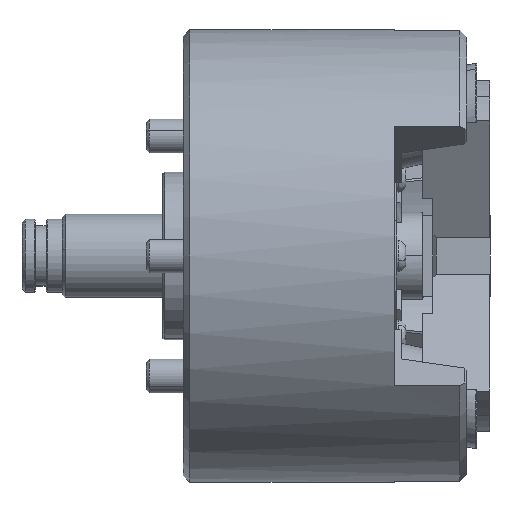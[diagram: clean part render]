
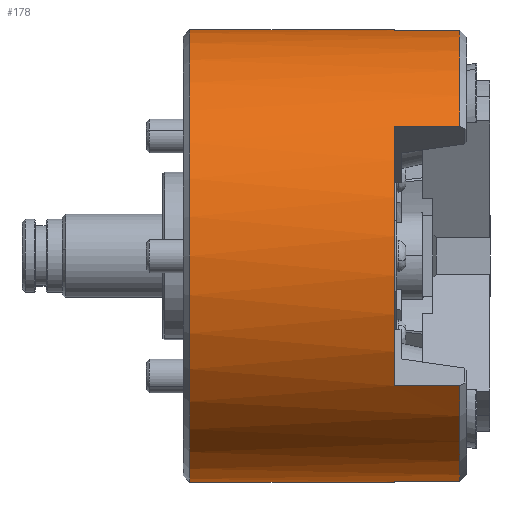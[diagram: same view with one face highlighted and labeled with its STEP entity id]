
A CAD part, front view. The second image highlights one B-rep face of the part: STEP entity #178.
In plain terms, the highlighted cylindrical face has radius 67.5 mm (diameter 135 mm), a partial arc.
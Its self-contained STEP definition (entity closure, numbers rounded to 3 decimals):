
#20 = ORIENTED_EDGE ( 'NONE', *, *, #3170, .T. ) ;
#71 = DIRECTION ( 'NONE',  ( -1., 0., 0. ) ) ;
#103 = CARTESIAN_POINT ( 'NONE',  ( 0., -55.293, -38.716 ) ) ;
#178 = ADVANCED_FACE ( 'NONE', ( #790 ), #7289, .T. ) ;
#414 = ORIENTED_EDGE ( 'NONE', *, *, #4570, .T. ) ;
#444 = CARTESIAN_POINT ( 'NONE',  ( 0., -5.883, -67.243 ) ) ;
#499 = DIRECTION ( 'NONE',  ( 0., 0., 1. ) ) ;
#510 = DIRECTION ( 'NONE',  ( -1., 0., 0. ) ) ;
#512 = CARTESIAN_POINT ( 'NONE',  ( 63., 0., 0. ) ) ;
#544 = AXIS2_PLACEMENT_3D ( 'NONE', #758, #865, #1007 ) ;
#733 = EDGE_CURVE ( 'NONE', #5551, #1404, #3370, .T. ) ;
#758 = CARTESIAN_POINT ( 'NONE',  ( 0., 0., 0. ) ) ;
#788 = EDGE_CURVE ( 'NONE', #10001, #2492, #10200, .T. ) ;
#790 = FACE_OUTER_BOUND ( 'NONE', #8177, .T. ) ;
#814 = VECTOR ( 'NONE', #71, 1000. ) ;
#831 = CARTESIAN_POINT ( 'NONE',  ( 63., 0., -67.5 ) ) ;
#865 = DIRECTION ( 'NONE',  ( -1., 0., 0. ) ) ;
#927 = EDGE_CURVE ( 'NONE', #6698, #10001, #1811, .T. ) ;
#1007 = DIRECTION ( 'NONE',  ( 0., 0., 1. ) ) ;
#1239 = DIRECTION ( 'NONE',  ( 1., 0., 0. ) ) ;
#1258 = CIRCLE ( 'NONE', #10331, 67.5 ) ;
#1402 = VECTOR ( 'NONE', #3794, 1000. ) ;
#1404 = VERTEX_POINT ( 'NONE', #8253 ) ;
#1601 = VERTEX_POINT ( 'NONE', #7357 ) ;
#1691 = ORIENTED_EDGE ( 'NONE', *, *, #2954, .T. ) ;
#1806 = ORIENTED_EDGE ( 'NONE', *, *, #4943, .T. ) ;
#1811 = LINE ( 'NONE', #7003, #2382 ) ;
#2013 = ORIENTED_EDGE ( 'NONE', *, *, #8740, .T. ) ;
#2071 = CARTESIAN_POINT ( 'NONE',  ( 82.5, -55.293, -38.716 ) ) ;
#2095 = CARTESIAN_POINT ( 'NONE',  ( 63., -55.293, 38.716 ) ) ;
#2207 = EDGE_CURVE ( 'NONE', #2743, #9487, #3125, .T. ) ;
#2361 = CARTESIAN_POINT ( 'NONE',  ( 2., 0., -67.5 ) ) ;
#2382 = VECTOR ( 'NONE', #7106, 1000. ) ;
#2492 = VERTEX_POINT ( 'NONE', #10221 ) ;
#2732 = EDGE_CURVE ( 'NONE', #2492, #8382, #7903, .T. ) ;
#2743 = VERTEX_POINT ( 'NONE', #2095 ) ;
#2785 = LINE ( 'NONE', #4590, #3285 ) ;
#2915 = LINE ( 'NONE', #444, #5722 ) ;
#2954 = EDGE_CURVE ( 'NONE', #1601, #6832, #2915, .T. ) ;
#2994 = ORIENTED_EDGE ( 'NONE', *, *, #788, .T. ) ;
#3043 = VECTOR ( 'NONE', #5402, 1000. ) ;
#3108 = ORIENTED_EDGE ( 'NONE', *, *, #6777, .F. ) ;
#3125 = LINE ( 'NONE', #5461, #3043 ) ;
#3170 = EDGE_CURVE ( 'NONE', #8382, #4268, #9600, .T. ) ;
#3285 = VECTOR ( 'NONE', #4395, 1000. ) ;
#3370 = LINE ( 'NONE', #103, #814 ) ;
#3552 = AXIS2_PLACEMENT_3D ( 'NONE', #6948, #6919, #9735 ) ;
#3794 = DIRECTION ( 'NONE',  ( -1., 0., 0. ) ) ;
#4035 = CARTESIAN_POINT ( 'NONE',  ( 82.5, -5.883, -67.243 ) ) ;
#4268 = VERTEX_POINT ( 'NONE', #2361 ) ;
#4395 = DIRECTION ( 'NONE',  ( -1., 0., 0. ) ) ;
#4570 = EDGE_CURVE ( 'NONE', #1404, #2743, #6865, .T. ) ;
#4590 = CARTESIAN_POINT ( 'NONE',  ( 0., 0., -67.5 ) ) ;
#4898 = VERTEX_POINT ( 'NONE', #831 ) ;
#4943 = EDGE_CURVE ( 'NONE', #9487, #6698, #5443, .T. ) ;
#5124 = DIRECTION ( 'NONE',  ( 0., 0., 1. ) ) ;
#5132 = DIRECTION ( 'NONE',  ( -1., 0., 0. ) ) ;
#5142 = CARTESIAN_POINT ( 'NONE',  ( 82.5, -5.883, 67.243 ) ) ;
#5143 = CARTESIAN_POINT ( 'NONE',  ( 82.5, 0., 0. ) ) ;
#5307 = CARTESIAN_POINT ( 'NONE',  ( 0., 0., 67.5 ) ) ;
#5402 = DIRECTION ( 'NONE',  ( 1., 0., 0. ) ) ;
#5437 = ORIENTED_EDGE ( 'NONE', *, *, #2207, .T. ) ;
#5443 = CIRCLE ( 'NONE', #8445, 67.5 ) ;
#5461 = CARTESIAN_POINT ( 'NONE',  ( 0., -55.293, 38.716 ) ) ;
#5551 = VERTEX_POINT ( 'NONE', #2071 ) ;
#5651 = CARTESIAN_POINT ( 'NONE',  ( 82.5, -55.293, 38.716 ) ) ;
#5722 = VECTOR ( 'NONE', #1239, 1000. ) ;
#5824 = ORIENTED_EDGE ( 'NONE', *, *, #2732, .T. ) ;
#6484 = AXIS2_PLACEMENT_3D ( 'NONE', #512, #510, #499 ) ;
#6546 = DIRECTION ( 'NONE',  ( 0., 0., 1. ) ) ;
#6564 = DIRECTION ( 'NONE',  ( -1., 0., 0. ) ) ;
#6595 = CARTESIAN_POINT ( 'NONE',  ( 63., 0., 0. ) ) ;
#6698 = VERTEX_POINT ( 'NONE', #5142 ) ;
#6700 = CARTESIAN_POINT ( 'NONE',  ( 63., -5.883, 67.243 ) ) ;
#6777 = EDGE_CURVE ( 'NONE', #4898, #4268, #2785, .T. ) ;
#6832 = VERTEX_POINT ( 'NONE', #4035 ) ;
#6865 = CIRCLE ( 'NONE', #6484, 67.5 ) ;
#6919 = DIRECTION ( 'NONE',  ( 1., 0., 0. ) ) ;
#6948 = CARTESIAN_POINT ( 'NONE',  ( 2., 0., 0. ) ) ;
#7003 = CARTESIAN_POINT ( 'NONE',  ( 0., -5.883, 67.243 ) ) ;
#7065 = ORIENTED_EDGE ( 'NONE', *, *, #733, .T. ) ;
#7106 = DIRECTION ( 'NONE',  ( -1., 0., 0. ) ) ;
#7289 = CYLINDRICAL_SURFACE ( 'NONE', #544, 67.5 ) ;
#7357 = CARTESIAN_POINT ( 'NONE',  ( 63., -5.883, -67.243 ) ) ;
#7820 = DIRECTION ( 'NONE',  ( 0., 0., 1. ) ) ;
#7891 = DIRECTION ( 'NONE',  ( -1., 0., 0. ) ) ;
#7903 = LINE ( 'NONE', #5307, #1402 ) ;
#7932 = CARTESIAN_POINT ( 'NONE',  ( 82.5, 0., 0. ) ) ;
#8003 = ORIENTED_EDGE ( 'NONE', *, *, #927, .T. ) ;
#8177 = EDGE_LOOP ( 'NONE', ( #3108, #9494, #1691, #2013, #7065, #414, #5437, #1806, #8003, #2994, #5824, #20 ) ) ;
#8253 = CARTESIAN_POINT ( 'NONE',  ( 63., -55.293, -38.716 ) ) ;
#8382 = VERTEX_POINT ( 'NONE', #8896 ) ;
#8445 = AXIS2_PLACEMENT_3D ( 'NONE', #7932, #7891, #7820 ) ;
#8570 = DIRECTION ( 'NONE',  ( 0., 0., 1. ) ) ;
#8740 = EDGE_CURVE ( 'NONE', #6832, #5551, #1258, .T. ) ;
#8786 = CARTESIAN_POINT ( 'NONE',  ( 63., 0., 0. ) ) ;
#8896 = CARTESIAN_POINT ( 'NONE',  ( 2., 0., 67.5 ) ) ;
#9232 = AXIS2_PLACEMENT_3D ( 'NONE', #6595, #6564, #6546 ) ;
#9443 = CIRCLE ( 'NONE', #9232, 67.5 ) ;
#9487 = VERTEX_POINT ( 'NONE', #5651 ) ;
#9494 = ORIENTED_EDGE ( 'NONE', *, *, #10005, .T. ) ;
#9600 = CIRCLE ( 'NONE', #3552, 67.5 ) ;
#9668 = DIRECTION ( 'NONE',  ( -1., 0., 0. ) ) ;
#9688 = AXIS2_PLACEMENT_3D ( 'NONE', #8786, #9668, #8570 ) ;
#9735 = DIRECTION ( 'NONE',  ( 0., 0., 1. ) ) ;
#10001 = VERTEX_POINT ( 'NONE', #6700 ) ;
#10005 = EDGE_CURVE ( 'NONE', #4898, #1601, #9443, .T. ) ;
#10200 = CIRCLE ( 'NONE', #9688, 67.5 ) ;
#10221 = CARTESIAN_POINT ( 'NONE',  ( 63., 0., 67.5 ) ) ;
#10331 = AXIS2_PLACEMENT_3D ( 'NONE', #5143, #5132, #5124 ) ;
